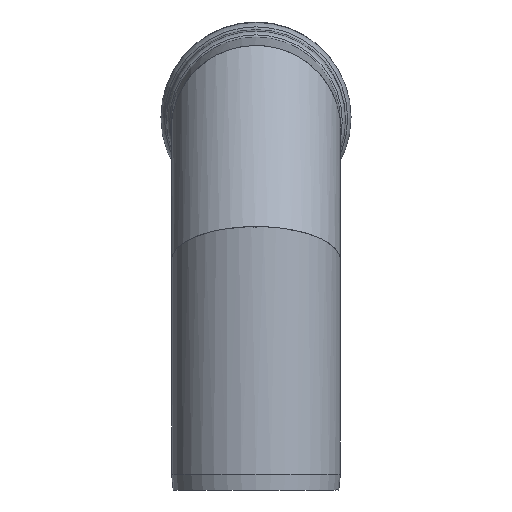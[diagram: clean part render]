
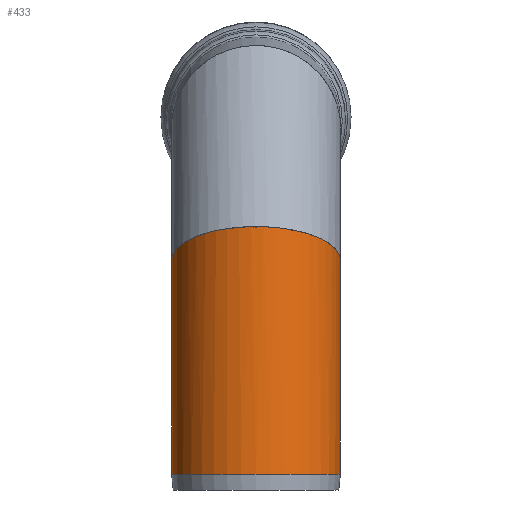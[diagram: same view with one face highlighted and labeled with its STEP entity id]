
A CAD part, left-side view. The second image highlights one B-rep face of the part: STEP entity #433.
In plain terms, the highlighted cylindrical face has radius 665 mm (diameter 1330 mm), a full revolution.
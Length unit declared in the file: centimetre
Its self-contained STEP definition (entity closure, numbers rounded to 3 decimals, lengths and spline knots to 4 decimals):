
#32=ELLIPSE('',#557,71.597,66.5);
#44=CYLINDRICAL_SURFACE('',#555,66.5);
#78=FACE_OUTER_BOUND('',#109,.T.);
#109=EDGE_LOOP('',(#373,#374,#375,#376));
#161=CIRCLE('',#556,66.5);
#196=VERTEX_POINT('',#864);
#197=VERTEX_POINT('',#866);
#256=EDGE_CURVE('',#196,#196,#161,.T.);
#257=EDGE_CURVE('',#196,#197,#465,.T.);
#258=EDGE_CURVE('',#197,#197,#32,.T.);
#373=ORIENTED_EDGE('',*,*,#256,.F.);
#374=ORIENTED_EDGE('',*,*,#257,.T.);
#375=ORIENTED_EDGE('',*,*,#258,.F.);
#376=ORIENTED_EDGE('',*,*,#257,.F.);
#433=ADVANCED_FACE('',(#78),#44,.T.);
#465=LINE('',#867,#484);
#484=VECTOR('',#713,66.5);
#555=AXIS2_PLACEMENT_3D('',#863,#709,#710);
#556=AXIS2_PLACEMENT_3D('',#865,#711,#712);
#557=AXIS2_PLACEMENT_3D('',#868,#714,#715);
#709=DIRECTION('center_axis',(0.,0.,-1.));
#710=DIRECTION('ref_axis',(0.,1.,0.));
#711=DIRECTION('center_axis',(0.,0.,-1.));
#712=DIRECTION('ref_axis',(1.,0.,0.));
#713=DIRECTION('',(0.,0.,1.));
#714=DIRECTION('center_axis',(0.371,0.,0.929));
#715=DIRECTION('ref_axis',(0.929,0.,-0.371));
#863=CARTESIAN_POINT('Origin',(0.,0.,28.6614));
#864=CARTESIAN_POINT('',(0.,-66.5,12.5));
#865=CARTESIAN_POINT('Origin',(0.,0.,12.5));
#866=CARTESIAN_POINT('',(0.,-66.5,180.9991));
#867=CARTESIAN_POINT('',(0.,-66.5,28.6614));
#868=CARTESIAN_POINT('Origin',(0.,0.,180.9991));
